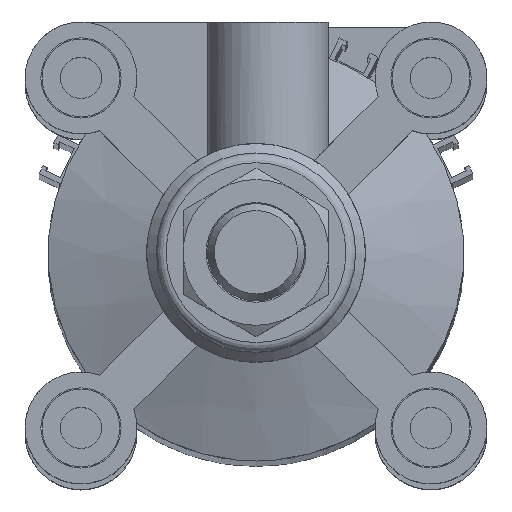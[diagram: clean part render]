
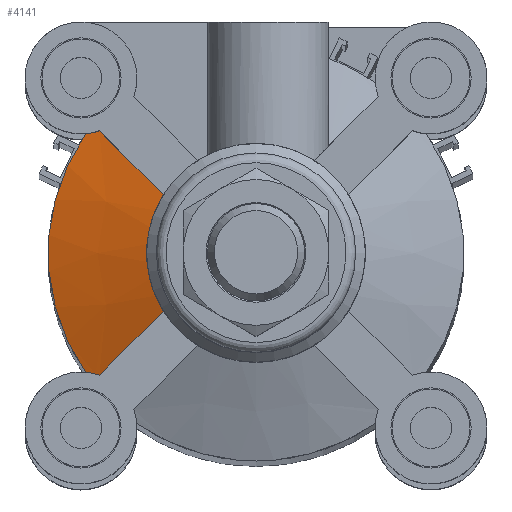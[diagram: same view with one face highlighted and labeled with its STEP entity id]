
A CAD part, top view. The second image highlights one B-rep face of the part: STEP entity #4141.
In plain terms, the highlighted conical face has half-angle 70 degrees and reference radius 32.625 mm.
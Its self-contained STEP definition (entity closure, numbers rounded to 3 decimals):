
#3908=CARTESIAN_POINT('',(11.977,15.87,-19.048));
#3909=VERTEX_POINT('',#3908);
#3924=CARTESIAN_POINT('',(25.142,9.187,-32.213));
#3925=VERTEX_POINT('',#3924);
#3932=CARTESIAN_POINT('',(11.977,15.87,-19.048));
#3933=CARTESIAN_POINT('',(16.651,13.524,-23.723));
#3934=CARTESIAN_POINT('',(25.142,9.187,-32.213));
#3942=(BOUNDED_CURVE()B_SPLINE_CURVE(2,(#3932,#3933,#3934),.UNSPECIFIED.,.F.,.U.)B_SPLINE_CURVE_WITH_KNOTS((3,3),(0.0,1.978),.UNSPECIFIED.)CURVE()GEOMETRIC_REPRESENTATION_ITEM()RATIONAL_B_SPLINE_CURVE((1.0,1.046,1.0))REPRESENTATION_ITEM(''));
#3943=EDGE_CURVE('',#3909,#3925,#3942,.T.);
#4054=CARTESIAN_POINT('',(-11.977,15.87,-19.048));
#4055=VERTEX_POINT('',#4054);
#4064=CARTESIAN_POINT('',(-25.142,9.187,-32.213));
#4065=VERTEX_POINT('',#4064);
#4066=CARTESIAN_POINT('',(-25.142,9.187,-32.213));
#4067=CARTESIAN_POINT('',(-16.651,13.524,-23.723));
#4068=CARTESIAN_POINT('',(-11.977,15.87,-19.048));
#4076=(BOUNDED_CURVE()B_SPLINE_CURVE(2,(#4066,#4067,#4068),.UNSPECIFIED.,.F.,.U.)B_SPLINE_CURVE_WITH_KNOTS((3,3),(0.0,1.978),.UNSPECIFIED.)CURVE()GEOMETRIC_REPRESENTATION_ITEM()RATIONAL_B_SPLINE_CURVE((1.0,1.046,1.0))REPRESENTATION_ITEM(''));
#4077=EDGE_CURVE('',#4065,#4055,#4076,.T.);
#4096=CARTESIAN_POINT('',(0.0,12.185,0.0));
#4097=DIRECTION('',(0.0,-1.0,0.0));
#4098=DIRECTION('',(-1.0,0.0,0.0));
#4099=AXIS2_PLACEMENT_3D('',#4096,#4097,#4098);
#4100=CONICAL_SURFACE('',#4099,32.625,70.);
#4101=ORIENTED_EDGE('',*,*,#4077,.T.);
#4102=CARTESIAN_POINT('',(0.0,15.87,0.0));
#4103=DIRECTION('',(0.0,1.0,0.0));
#4104=DIRECTION('',(-1.0,0.0,0.0));
#4105=AXIS2_PLACEMENT_3D('',#4102,#4103,#4104);
#4106=CIRCLE('',#4105,22.5);
#4107=EDGE_CURVE('',#3909,#4055,#4106,.T.);
#4108=ORIENTED_EDGE('',*,*,#4107,.F.);
#4109=ORIENTED_EDGE('',*,*,#3943,.T.);
#4110=CARTESIAN_POINT('',(24.543,8.5,-35.003));
#4111=VERTEX_POINT('',#4110);
#4112=CARTESIAN_POINT('',(25.142,9.187,-32.213));
#4113=CARTESIAN_POINT('',(24.87,9.024,-32.991));
#4114=CARTESIAN_POINT('',(24.69,8.831,-33.783));
#4115=CARTESIAN_POINT('',(24.573,8.586,-34.693));
#4116=CARTESIAN_POINT('',(24.557,8.543,-34.847));
#4117=CARTESIAN_POINT('',(24.543,8.5,-35.003));
#4118=B_SPLINE_CURVE_WITH_KNOTS('',3,(#4112,#4113,#4114,#4115,#4116,#4117),.UNSPECIFIED.,.F.,.U.,(4,2,4),(2.018,2.255,2.303),.UNSPECIFIED.);
#4119=EDGE_CURVE('',#3925,#4111,#4118,.T.);
#4120=ORIENTED_EDGE('',*,*,#4119,.T.);
#4121=CARTESIAN_POINT('',(-24.543,8.5,-35.003));
#4122=VERTEX_POINT('',#4121);
#4123=CARTESIAN_POINT('',(0.0,8.5,0.0));
#4124=DIRECTION('',(0.0,1.0,0.0));
#4125=DIRECTION('',(-1.0,0.0,0.0));
#4126=AXIS2_PLACEMENT_3D('',#4123,#4124,#4125);
#4127=CIRCLE('',#4126,42.75);
#4128=EDGE_CURVE('',#4111,#4122,#4127,.T.);
#4129=ORIENTED_EDGE('',*,*,#4128,.T.);
#4130=CARTESIAN_POINT('',(-24.543,8.5,-35.003));
#4131=CARTESIAN_POINT('',(-24.557,8.543,-34.847));
#4132=CARTESIAN_POINT('',(-24.573,8.586,-34.693));
#4133=CARTESIAN_POINT('',(-24.69,8.831,-33.783));
#4134=CARTESIAN_POINT('',(-24.87,9.024,-32.991));
#4135=CARTESIAN_POINT('',(-25.142,9.187,-32.213));
#4136=B_SPLINE_CURVE_WITH_KNOTS('',3,(#4130,#4131,#4132,#4133,#4134,#4135),.UNSPECIFIED.,.F.,.U.,(4,2,4),(0.743,0.791,1.028),.UNSPECIFIED.);
#4137=EDGE_CURVE('',#4122,#4065,#4136,.T.);
#4138=ORIENTED_EDGE('',*,*,#4137,.T.);
#4139=EDGE_LOOP('',(#4101,#4108,#4109,#4120,#4129,#4138));
#4140=FACE_OUTER_BOUND('',#4139,.T.);
#4141=ADVANCED_FACE('',(#4140),#4100,.T.);
